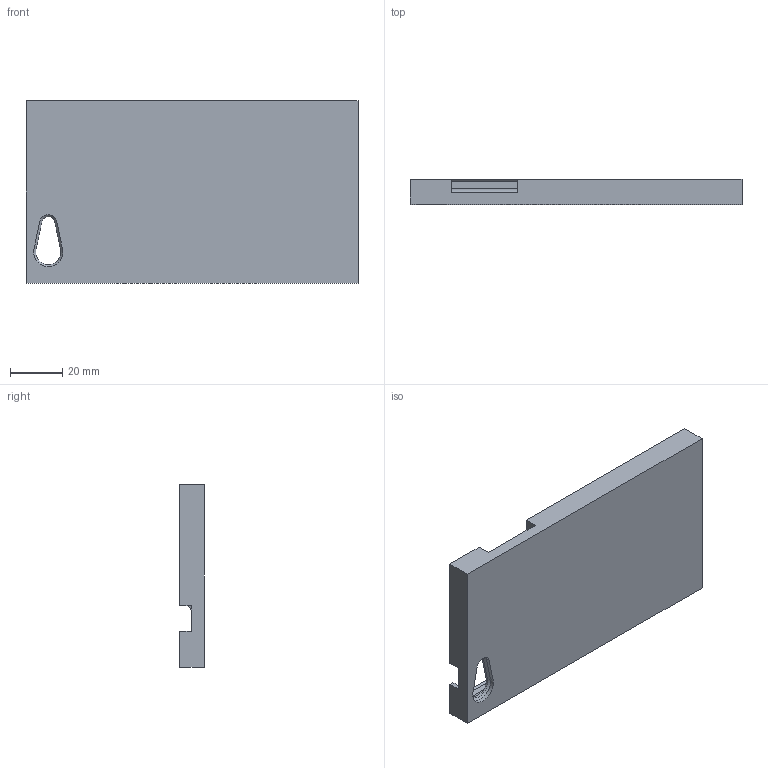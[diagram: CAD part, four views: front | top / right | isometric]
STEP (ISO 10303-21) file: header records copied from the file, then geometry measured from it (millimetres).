
FILE_DESCRIPTION(/* description */ (''),/* implementation_level */ '2;1');
FILE_NAME(/* name */ 'ipodcasev3.stp',/* time_stamp */ '2015-08-21T14:00:46-04:00',/* author */ ('Daniel Suo'),/* organization */ (''),/* preprocessor_version */ 'ST-DEVELOPER v15.2',/* originating_system */ 'Autodesk Inventor 2014',/* authorisation */ '');
FILE_SCHEMA (('AUTOMOTIVE_DESIGN { 1 0 10303 214 3 1 1 }'));
Length unit declared in the file: inch
Products named in the file (1): ipodcasev3
Bounding box: 126.87 x 9.45 x 69.85 mm (x, y, z)
Volume: 36536 mm3; surface area: 22623.5 mm2
Topology: 1 solids, 1 shells, 55 faces, 145 edges, 91 vertices
Faces by surface type: plane 34, cylinder 13, torus 4, bspline 2, cone 2
Entity records: 1801 total; most frequent: CARTESIAN_POINT 403, ORIENTED_EDGE 290, DIRECTION 287, EDGE_CURVE 145, LINE 99, VECTOR 99, AXIS2_PLACEMENT_3D 94, VERTEX_POINT 91
